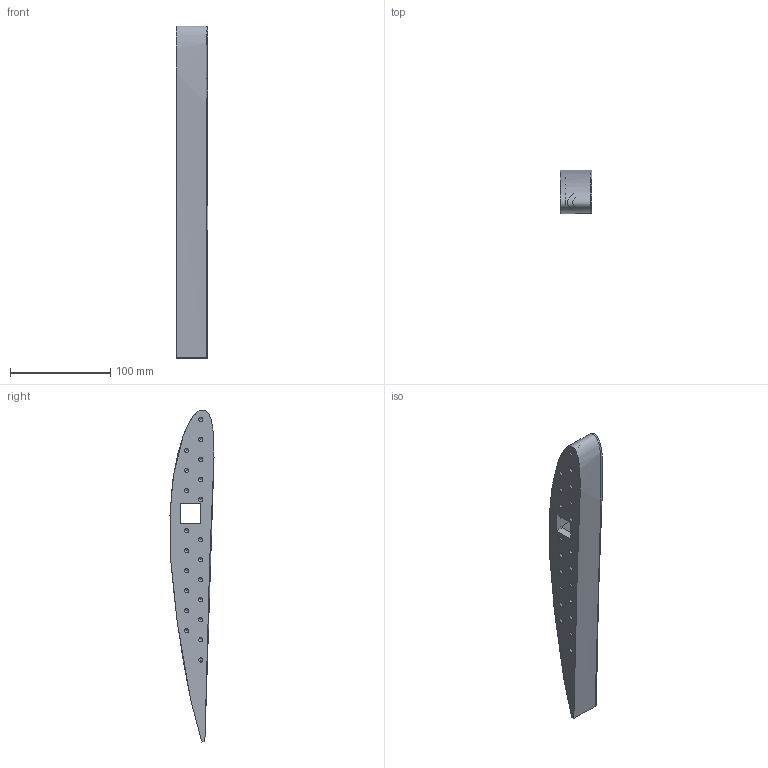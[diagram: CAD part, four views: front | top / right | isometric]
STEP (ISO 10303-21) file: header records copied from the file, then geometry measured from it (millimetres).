
FILE_DESCRIPTION(/* description */ (''),/* implementation_level */ '2;1');
FILE_NAME(/* name */ 'Wing Section inset hole.stp',/* time_stamp */ '2025-10-14T17:59:53-04:00',/* author */ ('mateo'),/* organization */ (''),/* preprocessor_version */ 'ST-DEVELOPER v20.1',/* originating_system */ 'Autodesk Inventor 2026',/* authorisation */ '');
FILE_SCHEMA (('AUTOMOTIVE_DESIGN { 1 0 10303 214 3 1 1 }'));
Length unit declared in the file: millimetre
Products named in the file (1): Wing Section
Bounding box: 31.75 x 43.91 x 331.34 mm (x, y, z)
Volume: 70420.6 mm3; surface area: 78296.1 mm2
Topology: 1 solids, 4 shells, 103 faces, 210 edges, 140 vertices
Faces by surface type: plane 68, bspline 35
Entity records: 7302 total; most frequent: CARTESIAN_POINT 5171, ORIENTED_EDGE 420, DIRECTION 358, EDGE_CURVE 210, VERTEX_POINT 140, AXIS2_PLACEMENT_3D 132, EDGE_LOOP 130, FACE_OUTER_BOUND 103
